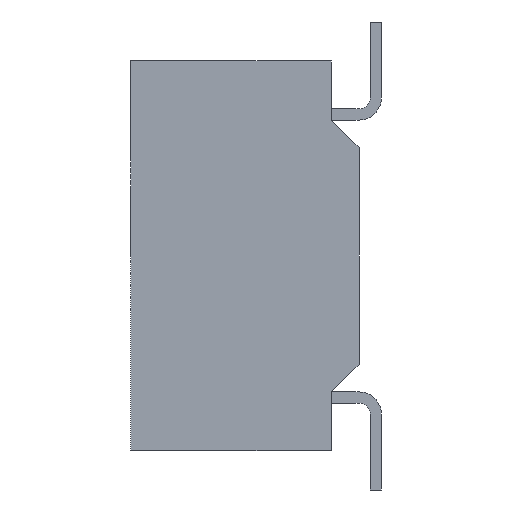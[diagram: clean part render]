
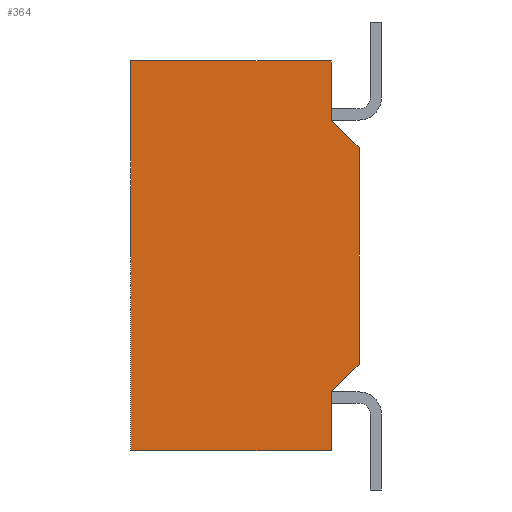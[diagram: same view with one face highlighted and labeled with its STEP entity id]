
A CAD part, left-side view. The second image highlights one B-rep face of the part: STEP entity #364.
In plain terms, the highlighted planar face has unit normal (-1, 0, 0).
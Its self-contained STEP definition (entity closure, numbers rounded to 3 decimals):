
#364=ADVANCED_FACE('',(#926),#927,.F.);
#688=VERTEX_POINT('',#1251);
#692=VERTEX_POINT('',#1255);
#694=EDGE_CURVE('',#688,#692,#1257,.T.);
#710=VERTEX_POINT('',#1273);
#714=EDGE_CURVE('',#688,#710,#1277,.T.);
#720=VERTEX_POINT('',#1283);
#724=EDGE_CURVE('',#720,#710,#1287,.T.);
#734=VERTEX_POINT('',#1297);
#738=EDGE_CURVE('',#734,#720,#1301,.T.);
#744=VERTEX_POINT('',#1307);
#748=EDGE_CURVE('',#734,#744,#1311,.T.);
#754=VERTEX_POINT('',#1317);
#758=EDGE_CURVE('',#754,#744,#1321,.T.);
#764=VERTEX_POINT('',#1327);
#768=EDGE_CURVE('',#764,#754,#1331,.T.);
#772=EDGE_CURVE('',#764,#692,#1335,.T.);
#926=FACE_OUTER_BOUND('',#1479,.T.);
#927=PLANE('',#1480);
#1251=CARTESIAN_POINT('',(-5.3,0.5,-2.44));
#1255=CARTESIAN_POINT('',(-5.3,0.5,-3.5));
#1257=LINE('',#1991,#1992);
#1273=CARTESIAN_POINT('',(-5.3,0.,-1.94));
#1277=LINE('',#2023,#2024);
#1283=CARTESIAN_POINT('',(-5.3,0.,1.94));
#1287=LINE('',#2039,#2040);
#1297=CARTESIAN_POINT('',(-5.3,0.5,2.44));
#1301=LINE('',#2063,#2064);
#1307=CARTESIAN_POINT('',(-5.3,0.5,3.5));
#1311=LINE('',#2079,#2080);
#1317=CARTESIAN_POINT('',(-5.3,4.1,3.5));
#1321=LINE('',#2095,#2096);
#1327=CARTESIAN_POINT('',(-5.3,4.1,-3.5));
#1331=LINE('',#2111,#2112);
#1335=LINE('',#2119,#2120);
#1479=EDGE_LOOP('',(#2543,#2544,#2545,#2546,#2547,#2548,#2549,#2550));
#1480=AXIS2_PLACEMENT_3D('',#2551,#2552,#2553);
#1991=CARTESIAN_POINT('',(-5.3,0.5,-2.44));
#1992=VECTOR('',#2684,1.0);
#2023=CARTESIAN_POINT('',(-5.3,0.5,-2.44));
#2024=VECTOR('',#2690,1.0);
#2039=CARTESIAN_POINT('',(-5.3,0.,1.94));
#2040=VECTOR('',#2693,1.0);
#2063=CARTESIAN_POINT('',(-5.3,0.5,2.44));
#2064=VECTOR('',#2698,1.0);
#2079=CARTESIAN_POINT('',(-5.3,0.5,2.44));
#2080=VECTOR('',#2701,1.0);
#2095=CARTESIAN_POINT('',(-5.3,4.1,3.5));
#2096=VECTOR('',#2704,1.0);
#2111=CARTESIAN_POINT('',(-5.3,4.1,-3.5));
#2112=VECTOR('',#2707,1.0);
#2119=CARTESIAN_POINT('',(-5.3,4.1,-3.5));
#2120=VECTOR('',#2709,1.0);
#2543=ORIENTED_EDGE('',*,*,#772,.T.);
#2544=ORIENTED_EDGE('',*,*,#694,.F.);
#2545=ORIENTED_EDGE('',*,*,#714,.T.);
#2546=ORIENTED_EDGE('',*,*,#724,.F.);
#2547=ORIENTED_EDGE('',*,*,#738,.F.);
#2548=ORIENTED_EDGE('',*,*,#748,.T.);
#2549=ORIENTED_EDGE('',*,*,#758,.F.);
#2550=ORIENTED_EDGE('',*,*,#768,.F.);
#2551=CARTESIAN_POINT('',(-5.3,2.159,0.));
#2552=DIRECTION('',(1.0,0.,0.));
#2553=DIRECTION('',(0.0,0.,1.0));
#2684=DIRECTION('',(0.,0.,-1.0));
#2690=DIRECTION('',(0.,-0.707,0.707));
#2693=DIRECTION('',(0.,0.0,-1.0));
#2698=DIRECTION('',(0.,-0.707,-0.707));
#2701=DIRECTION('',(0.,0.,1.0));
#2704=DIRECTION('',(0.,-1.0,0.));
#2707=DIRECTION('',(0.,0.,1.0));
#2709=DIRECTION('',(0.0,-1.0,0.0));
